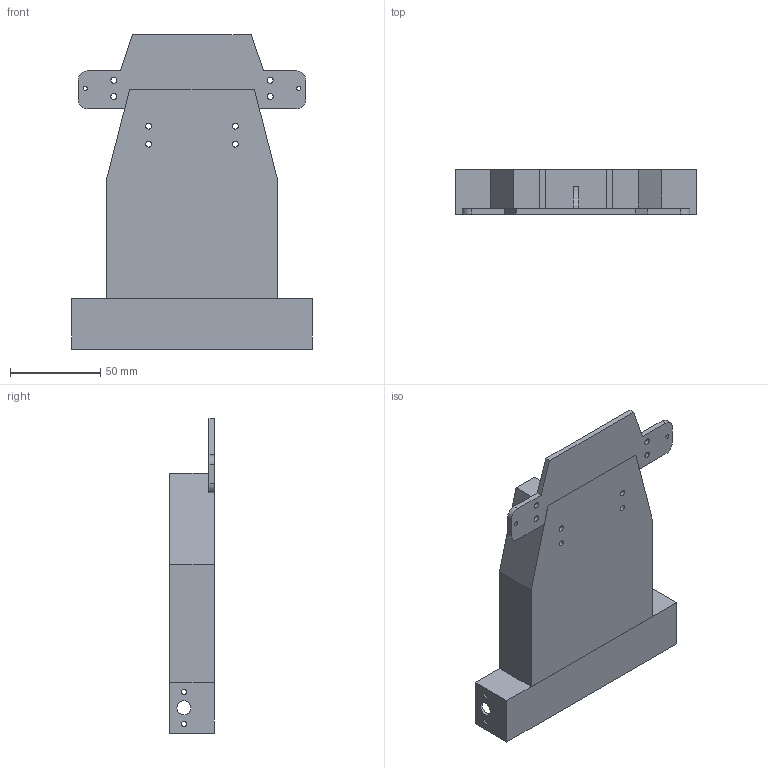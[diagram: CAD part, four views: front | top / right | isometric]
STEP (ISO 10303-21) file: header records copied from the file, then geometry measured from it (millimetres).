
FILE_DESCRIPTION(/* description */ (''),/* implementation_level */ '2;1');
FILE_NAME(/* name */ '0c9a75c8-fcbb-43b5-9f4f-334cdf71915f.stp',/* time_stamp */ '2023-09-28T23:21:46Z',/* author */ (''),/* organization */ (''),/* preprocessor_version */ 'ST-DEVELOPER v20',/* originating_system */ 'Autodesk Translation Framework v12.14.0.127',/* authorisation */ '');
FILE_SCHEMA (('AUTOMOTIVE_DESIGN { 1 0 10303 214 3 1 1 }'));
Length unit declared in the file: millimetre
Products named in the file (4): assembly 3; rear motor guard; chassis 2.0; Front Guard-copy
Assembly tree (3 placements, depth 2):
  assembly 3
    rear motor guard
    chassis 2.0
    Front Guard-copy
Bounding box: 133 x 24.8 x 174 mm (x, y, z)
Volume: 86466.2 mm3; surface area: 64120.6 mm2
Topology: 3 solids, 3 shells, 93 faces, 259 edges, 172 vertices
Faces by surface type: plane 68, cylinder 25
Full cylindrical faces by diameter (mm): 2.3 x2, 3 x4, 3.3 x8, 7.75 x2
Entity records: 3150 total; most frequent: CARTESIAN_POINT 531, ORIENTED_EDGE 518, DIRECTION 511, EDGE_CURVE 259, LINE 207, VECTOR 207, VERTEX_POINT 172, AXIS2_PLACEMENT_3D 152
